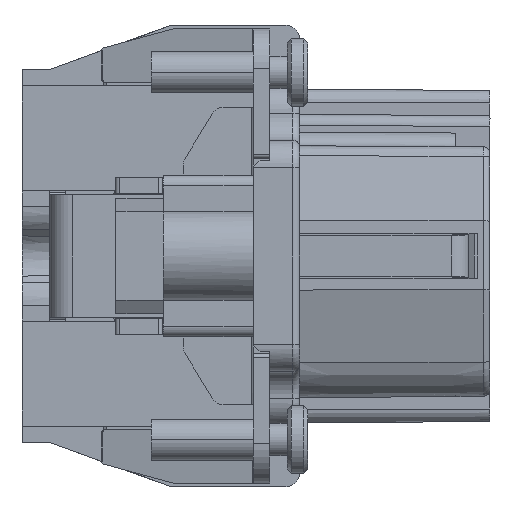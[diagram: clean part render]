
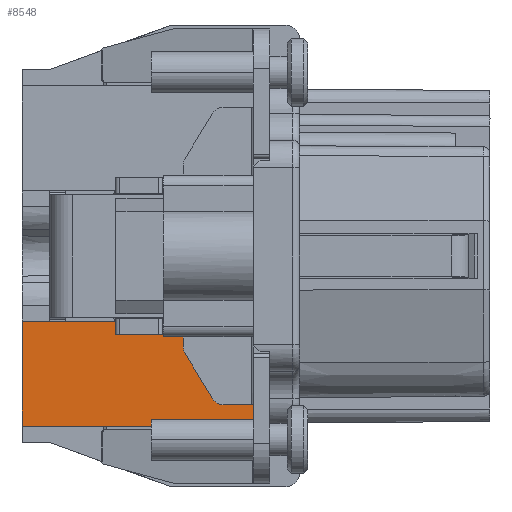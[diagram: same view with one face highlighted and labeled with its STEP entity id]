
A CAD part, left-side view. The second image highlights one B-rep face of the part: STEP entity #8548.
In plain terms, the highlighted planar face has unit normal (-1, 0, 0).
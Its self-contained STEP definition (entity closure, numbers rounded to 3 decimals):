
#8548=ADVANCED_FACE('',(#16479),#12408,.F.);
#12408=PLANE('',#94208);
#16479=FACE_OUTER_BOUND('',#21026,.T.);
#21026=EDGE_LOOP('',(#41245,#41246,#41247,#41248,#41249,#41250,#41251,#41252));
#41245=ORIENTED_EDGE('',*,*,#67938,.F.);
#41246=ORIENTED_EDGE('',*,*,#67980,.F.);
#41247=ORIENTED_EDGE('',*,*,#68004,.F.);
#41248=ORIENTED_EDGE('',*,*,#68005,.F.);
#41249=ORIENTED_EDGE('',*,*,#68006,.T.);
#41250=ORIENTED_EDGE('',*,*,#67863,.T.);
#41251=ORIENTED_EDGE('',*,*,#68007,.T.);
#41252=ORIENTED_EDGE('',*,*,#67932,.T.);
#55618=VERTEX_POINT('',#145652);
#55619=VERTEX_POINT('',#145654);
#55673=VERTEX_POINT('',#145805);
#55674=VERTEX_POINT('',#145807);
#55676=VERTEX_POINT('',#145815);
#55708=VERTEX_POINT('',#145900);
#55720=VERTEX_POINT('',#145951);
#55721=VERTEX_POINT('',#145953);
#67863=EDGE_CURVE('',#55619,#55618,#78787,.T.);
#67932=EDGE_CURVE('',#55674,#55673,#78841,.T.);
#67938=EDGE_CURVE('',#55676,#55673,#78847,.T.);
#67980=EDGE_CURVE('',#55708,#55676,#78883,.T.);
#68004=EDGE_CURVE('',#55720,#55708,#78904,.T.);
#68005=EDGE_CURVE('',#55721,#55720,#78905,.T.);
#68006=EDGE_CURVE('',#55721,#55619,#78906,.T.);
#68007=EDGE_CURVE('',#55618,#55674,#78907,.T.);
#78787=LINE('',#145653,#88705);
#78841=LINE('',#145806,#88759);
#78847=LINE('',#145816,#88765);
#78883=LINE('',#145901,#88801);
#78904=LINE('',#145950,#88822);
#78905=LINE('',#145952,#88823);
#78906=LINE('',#145954,#88824);
#78907=LINE('',#145955,#88825);
#88705=VECTOR('',#113226,1.);
#88759=VECTOR('',#113336,1.);
#88765=VECTOR('',#113344,1.);
#88801=VECTOR('',#113414,1.);
#88822=VECTOR('',#113453,1.);
#88823=VECTOR('',#113454,1.);
#88824=VECTOR('',#113455,1.);
#88825=VECTOR('',#113456,1.);
#94208=AXIS2_PLACEMENT_3D('',#145956,#113457,#113458);
#113226=DIRECTION('',(0.,1.,0.));
#113336=DIRECTION('',(0.,0.707,-0.707));
#113344=DIRECTION('',(0.,0.,1.));
#113414=DIRECTION('',(0.,-1.,0.005));
#113453=DIRECTION('',(0.,0.,1.));
#113454=DIRECTION('',(0.,1.,0.));
#113455=DIRECTION('',(0.,0.,1.));
#113456=DIRECTION('',(0.,0.,1.));
#113457=DIRECTION('',(1.,0.,0.));
#113458=DIRECTION('',(0.,1.,0.));
#145652=CARTESIAN_POINT('',(-44.9,3.4,-4.25));
#145653=CARTESIAN_POINT('',(-44.9,2.2,-4.25));
#145654=CARTESIAN_POINT('',(-44.9,2.2,-4.25));
#145805=CARTESIAN_POINT('',(-44.9,4.9,-3.95));
#145806=CARTESIAN_POINT('',(-44.9,3.4,-2.45));
#145807=CARTESIAN_POINT('',(-44.9,3.4,-2.45));
#145815=CARTESIAN_POINT('',(-44.9,4.9,-4.75));
#145816=CARTESIAN_POINT('',(-44.9,4.9,-4.75));
#145900=CARTESIAN_POINT('',(-44.9,20.4,-4.831));
#145901=CARTESIAN_POINT('',(-44.9,20.4,-4.831));
#145950=CARTESIAN_POINT('',(-44.9,20.4,-12.5));
#145951=CARTESIAN_POINT('',(-44.9,20.4,-12.5));
#145952=CARTESIAN_POINT('',(-44.9,2.2,-12.5));
#145953=CARTESIAN_POINT('',(-44.9,2.2,-12.5));
#145954=CARTESIAN_POINT('',(-44.9,2.2,-12.5));
#145955=CARTESIAN_POINT('',(-44.9,3.4,-4.25));
#145956=CARTESIAN_POINT('',(-44.9,2.2,-37.5));
